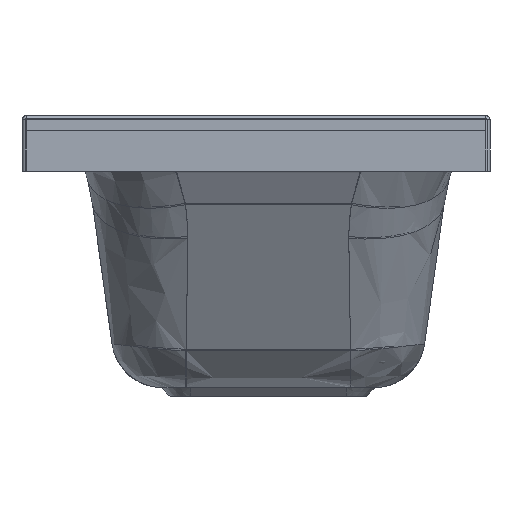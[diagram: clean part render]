
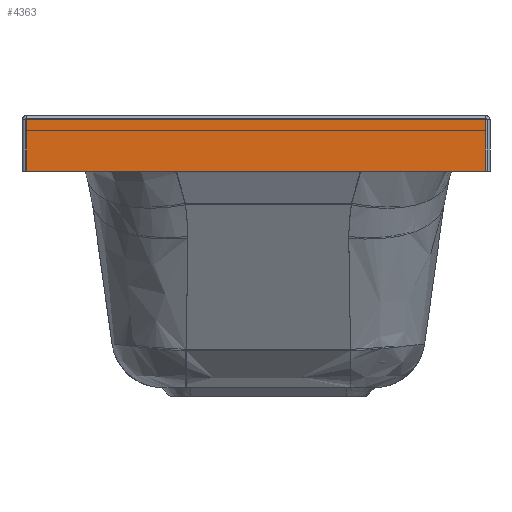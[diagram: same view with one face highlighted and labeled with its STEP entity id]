
A CAD part, front view. The second image highlights one B-rep face of the part: STEP entity #4363.
In plain terms, the highlighted face is planar.
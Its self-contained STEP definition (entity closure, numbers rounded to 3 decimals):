
#4324=CARTESIAN_POINT('',(-900.0,-400.0,0.0));
#4325=DIRECTION('',(1.0,0.0,0.0));
#4326=DIRECTION('',(0.0,0.0,-1.0));
#4327=AXIS2_PLACEMENT_3D('',#4324,#4325,#4326);
#4328=PLANE('',#4327);
#4329=CARTESIAN_POINT('',(-900.0,-393.,473.));
#4330=VERTEX_POINT('',#4329);
#4331=CARTESIAN_POINT('',(-900.0,393.,473.));
#4332=VERTEX_POINT('',#4331);
#4333=CARTESIAN_POINT('',(-900.0,-393.,473.));
#4334=DIRECTION('',(0.0,1.0,0.0));
#4335=VECTOR('',#4334,786.);
#4336=LINE('',#4333,#4335);
#4337=EDGE_CURVE('',#4330,#4332,#4336,.T.);
#4338=ORIENTED_EDGE('',*,*,#4337,.T.);
#4339=CARTESIAN_POINT('',(-900.0,393.,385.0));
#4340=VERTEX_POINT('',#4339);
#4341=CARTESIAN_POINT('',(-900.0,393.,385.0));
#4342=DIRECTION('',(0.0,0.0,1.0));
#4343=VECTOR('',#4342,88.);
#4344=LINE('',#4341,#4343);
#4345=EDGE_CURVE('',#4340,#4332,#4344,.T.);
#4346=ORIENTED_EDGE('',*,*,#4345,.F.);
#4347=CARTESIAN_POINT('',(-900.0,-393.,385.0));
#4348=VERTEX_POINT('',#4347);
#4349=CARTESIAN_POINT('',(-900.0,-393.,385.0));
#4350=DIRECTION('',(0.0,1.0,0.0));
#4351=VECTOR('',#4350,786.);
#4352=LINE('',#4349,#4351);
#4353=EDGE_CURVE('',#4348,#4340,#4352,.T.);
#4354=ORIENTED_EDGE('',*,*,#4353,.F.);
#4355=CARTESIAN_POINT('',(-900.0,-393.,385.0));
#4356=DIRECTION('',(0.0,0.0,1.0));
#4357=VECTOR('',#4356,88.);
#4358=LINE('',#4355,#4357);
#4359=EDGE_CURVE('',#4348,#4330,#4358,.T.);
#4360=ORIENTED_EDGE('',*,*,#4359,.T.);
#4361=EDGE_LOOP('',(#4338,#4346,#4354,#4360));
#4362=FACE_OUTER_BOUND('',#4361,.T.);
#4363=ADVANCED_FACE('',(#4362),#4328,.F.);
